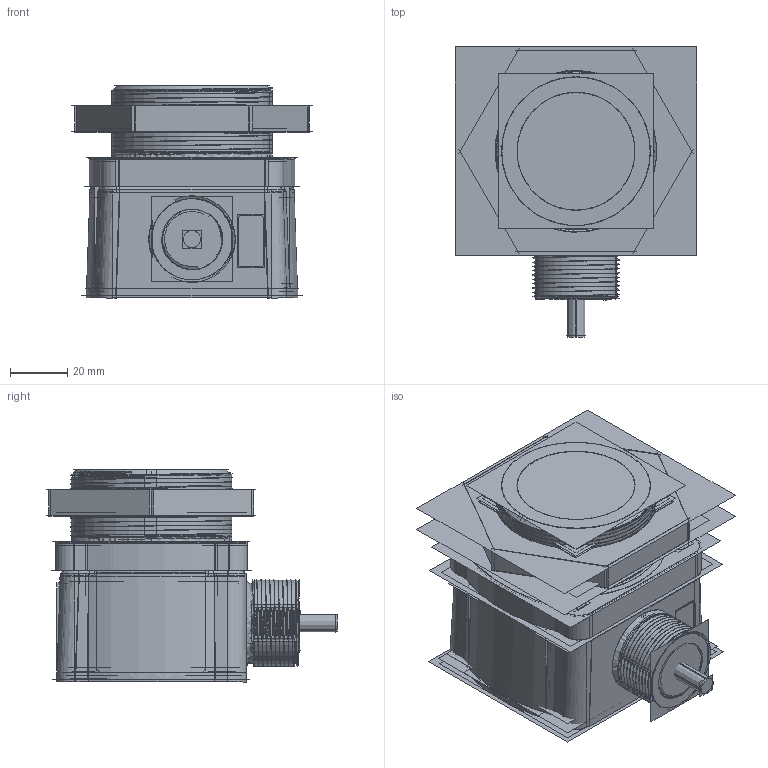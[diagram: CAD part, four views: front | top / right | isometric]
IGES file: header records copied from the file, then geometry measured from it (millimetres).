
Start section:  PTC IGES file: 159646.igs
Global section: file name: 159646.igs; native system: Pro/ENGINEER by Parametric Technology Corporation; preprocessor: 2009141; author: banengservice; organization: Unknown; date: 20121105.131159; units: millimetre
Bounding box: 84.06 x 101.1 x 74.15 mm (x, y, z)
Volume: 163030.4 mm3; surface area: 1085005.7 mm2
Topology: 20 solids, 30 shells, 2700 faces, 13722 edges, 17372 vertices
Faces by surface type: bspline 1446, revolution 1212, extrusion 42
